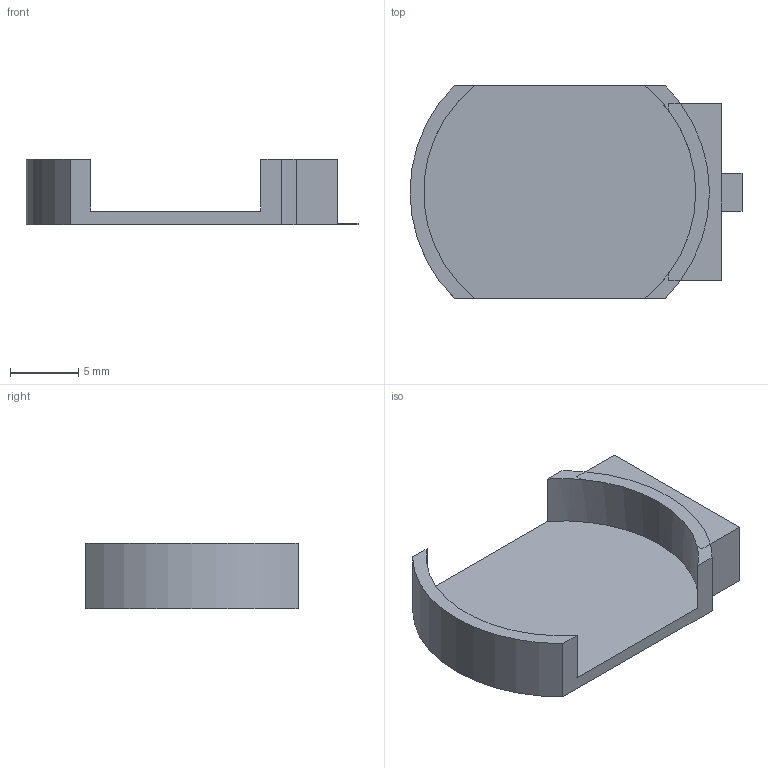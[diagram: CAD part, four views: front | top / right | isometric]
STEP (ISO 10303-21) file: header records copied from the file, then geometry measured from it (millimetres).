
FILE_DESCRIPTION(('FreeCAD Model'),'2;1');
FILE_NAME('union001.step','2019-10-07T18:16:50',( 'kicad StepUp'),('ksu MCAD'),'Open CASCADE STEP processor 7.3', 'FreeCAD','Unknown');
FILE_SCHEMA(('AUTOMOTIVE_DESIGN { 1 0 10303 214 1 1 1 1 }'));
Length unit declared in the file: millimetre
Products named in the file (1): union001
Bounding box: 24.39 x 15.6 x 4.8 mm (x, y, z)
Volume: 544.1 mm3; surface area: 1054 mm2
Topology: 1 solids, 1 shells, 27 faces, 72 edges, 48 vertices
Faces by surface type: plane 21, cylinder 6
Entity records: 1046 total; most frequent: CARTESIAN_POINT 148, DIRECTION 146, ORIENTED_EDGE 144, EDGE_CURVE 72, LINE 54, VECTOR 54, VERTEX_POINT 48, AXIS2_PLACEMENT_3D 46
